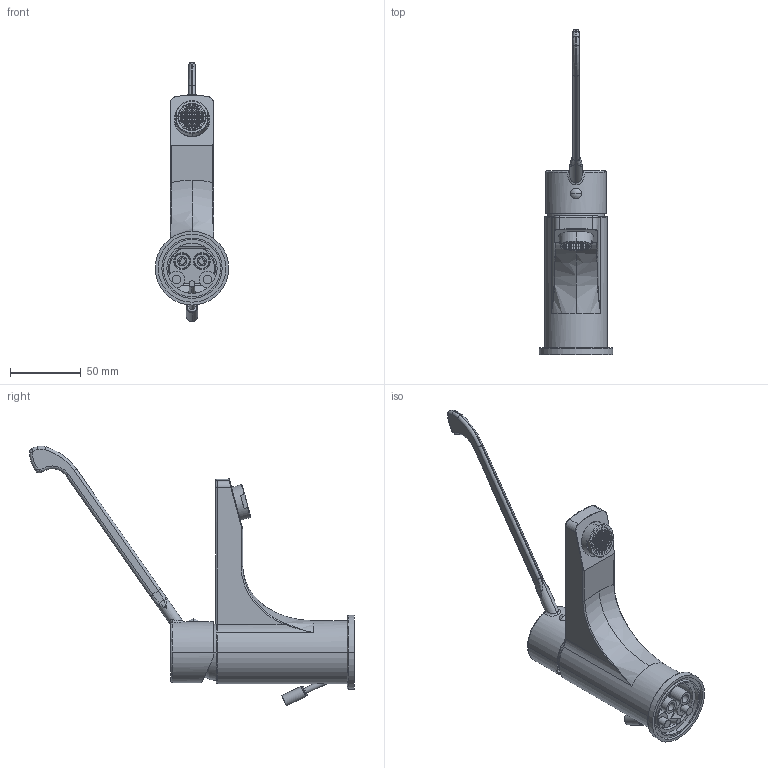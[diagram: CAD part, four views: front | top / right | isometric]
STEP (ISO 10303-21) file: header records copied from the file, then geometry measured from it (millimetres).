
FILE_DESCRIPTION((''),'2;1');
FILE_NAME('RED305CR','2021-11-08T16:53:48',('ut3'),('PAFFONI SpA'),'CREO PARAMETRIC BY PTC INC, 2020044','CREO PARAMETRIC BY PTC INC, 2020044','');
FILE_SCHEMA(('CONFIG_CONTROL_DESIGN','SHAPE_APPEARANCE_LAYERS_GROUPS'));
Products named in the file (1): RED305CR
Bounding box: 52 x 229.58 x 183.36 mm (x, y, z)
Volume: 147406.1 mm3; surface area: 97814.8 mm2
Topology: 6 solids, 6 shells, 3105 faces, 8712 edges, 5601 vertices
Faces by surface type: plane 2171, cylinder 539, torus 161, cone 113, bspline 87, sphere 34
Entity records: 125760 total; most frequent: CARTESIAN_POINT 31136, ORIENTED_EDGE 17398, DIRECTION 16532, EDGE_CURVE 8699, VERTEX_POINT 5601, AXIS2_PLACEMENT_3D 5539, VECTOR 5454, LINE 5454
